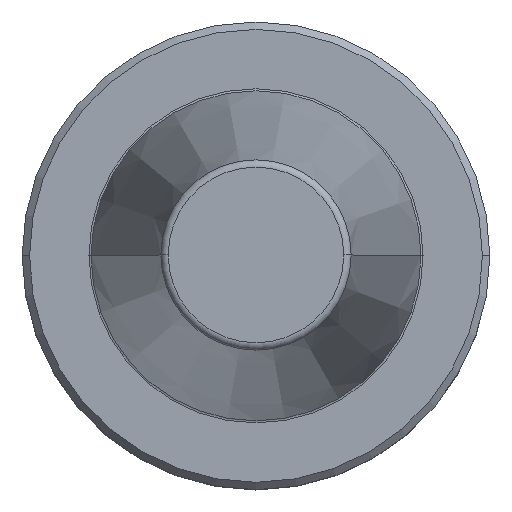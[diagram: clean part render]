
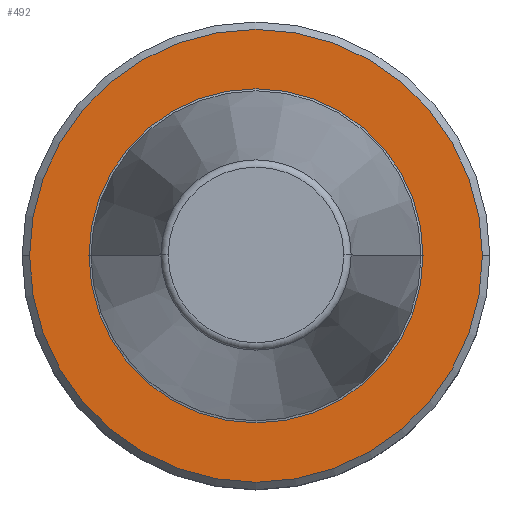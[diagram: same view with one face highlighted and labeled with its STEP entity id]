
A CAD part, top view. The second image highlights one B-rep face of the part: STEP entity #492.
In plain terms, the highlighted planar face has unit normal (0, 0, 1).
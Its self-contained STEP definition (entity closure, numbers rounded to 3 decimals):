
#14 = DIRECTION ( 'NONE',  ( 1., 0., 0. ) ) ;
#32 = DIRECTION ( 'NONE',  ( 1., 0., 0. ) ) ;
#35 = EDGE_CURVE ( 'NONE', #1011, #626, #574, .T. ) ;
#154 = DIRECTION ( 'NONE',  ( 0., 0., -1. ) ) ;
#157 = CARTESIAN_POINT ( 'NONE',  ( -22.5, 0., -67.4 ) ) ;
#166 = EDGE_LOOP ( 'NONE', ( #286, #841 ) ) ;
#187 = DIRECTION ( 'NONE',  ( 0., 0., 1. ) ) ;
#196 = VERTEX_POINT ( 'NONE', #222 ) ;
#206 = ORIENTED_EDGE ( 'NONE', *, *, #1033, .T. ) ;
#208 = FACE_OUTER_BOUND ( 'NONE', #293, .T. ) ;
#213 = AXIS2_PLACEMENT_3D ( 'NONE', #403, #954, #480 ) ;
#216 = CIRCLE ( 'NONE', #467, 22.5 ) ;
#222 = CARTESIAN_POINT ( 'NONE',  ( -30.5, 0., -67.4 ) ) ;
#227 = EDGE_CURVE ( 'NONE', #626, #1011, #216, .T. ) ;
#228 = EDGE_CURVE ( 'NONE', #716, #196, #628, .T. ) ;
#229 = CARTESIAN_POINT ( 'NONE',  ( 22.5, 0., -67.4 ) ) ;
#286 = ORIENTED_EDGE ( 'NONE', *, *, #35, .F. ) ;
#293 = EDGE_LOOP ( 'NONE', ( #206, #956 ) ) ;
#297 = CIRCLE ( 'NONE', #213, 30.5 ) ;
#403 = CARTESIAN_POINT ( 'NONE',  ( 0., 0., -67.4 ) ) ;
#435 = FACE_BOUND ( 'NONE', #166, .T. ) ;
#436 = AXIS2_PLACEMENT_3D ( 'NONE', #1010, #534, #32 ) ;
#467 = AXIS2_PLACEMENT_3D ( 'NONE', #990, #512, #14 ) ;
#480 = DIRECTION ( 'NONE',  ( 1., 0., 0. ) ) ;
#492 = ADVANCED_FACE ( 'NONE', ( #435, #208 ), #885, .F. ) ;
#512 = DIRECTION ( 'NONE',  ( 0., 0., 1. ) ) ;
#515 = AXIS2_PLACEMENT_3D ( 'NONE', #682, #187, #610 ) ;
#534 = DIRECTION ( 'NONE',  ( 0., 0., 1. ) ) ;
#574 = CIRCLE ( 'NONE', #436, 22.5 ) ;
#586 = AXIS2_PLACEMENT_3D ( 'NONE', #1040, #154, #732 ) ;
#610 = DIRECTION ( 'NONE',  ( 1., 0., 0. ) ) ;
#626 = VERTEX_POINT ( 'NONE', #157 ) ;
#628 = CIRCLE ( 'NONE', #515, 30.5 ) ;
#682 = CARTESIAN_POINT ( 'NONE',  ( 0., 0., -67.4 ) ) ;
#716 = VERTEX_POINT ( 'NONE', #717 ) ;
#717 = CARTESIAN_POINT ( 'NONE',  ( 30.5, 0., -67.4 ) ) ;
#732 = DIRECTION ( 'NONE',  ( -1., 0., 0. ) ) ;
#841 = ORIENTED_EDGE ( 'NONE', *, *, #227, .F. ) ;
#885 = PLANE ( 'NONE',  #586 ) ;
#954 = DIRECTION ( 'NONE',  ( 0., 0., 1. ) ) ;
#956 = ORIENTED_EDGE ( 'NONE', *, *, #228, .T. ) ;
#990 = CARTESIAN_POINT ( 'NONE',  ( 0., 0., -67.4 ) ) ;
#1010 = CARTESIAN_POINT ( 'NONE',  ( 0., 0., -67.4 ) ) ;
#1011 = VERTEX_POINT ( 'NONE', #229 ) ;
#1033 = EDGE_CURVE ( 'NONE', #196, #716, #297, .T. ) ;
#1040 = CARTESIAN_POINT ( 'NONE',  ( 0., 0., -67.4 ) ) ;
